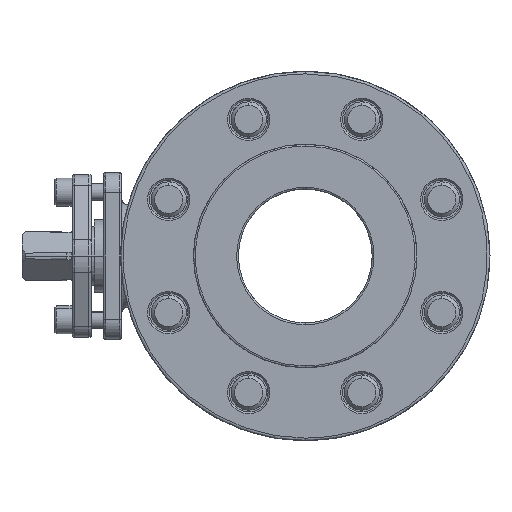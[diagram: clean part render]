
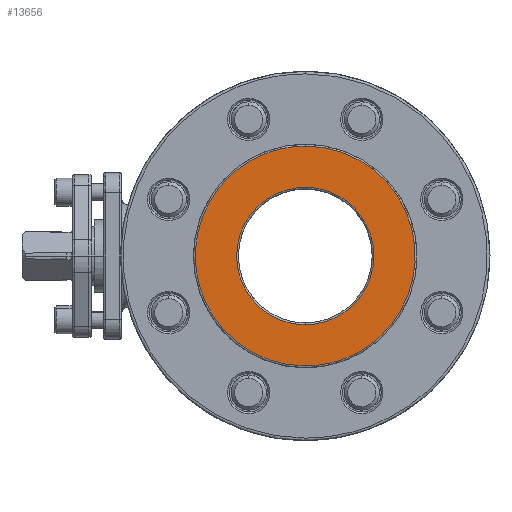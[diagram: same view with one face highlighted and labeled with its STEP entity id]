
A CAD part, left-side view. The second image highlights one B-rep face of the part: STEP entity #13656.
In plain terms, the highlighted planar face has unit normal (-1, 0, 0).
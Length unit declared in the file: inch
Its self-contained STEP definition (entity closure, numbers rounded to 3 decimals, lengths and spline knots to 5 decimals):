
#138 = CARTESIAN_POINT ( 'NONE',  ( -7.79528, -3.07087, -1.53543 ) ) ;
#273 = CARTESIAN_POINT ( 'NONE',  ( -7.79528, 0., 2.46063 ) ) ;
#1389 = EDGE_CURVE ( 'NONE', #15803, #35591, #1712, .T. ) ;
#1712 =( BOUNDED_CURVE ( )  B_SPLINE_CURVE ( 3, ( #7209, #138, #32149, #16736 ),
 .UNSPECIFIED., .F., .T. ) 
 B_SPLINE_CURVE_WITH_KNOTS ( ( 4, 4 ),
 ( 0., 1. ),
 .UNSPECIFIED. ) 
 CURVE ( )  GEOMETRIC_REPRESENTATION_ITEM ( )  RATIONAL_B_SPLINE_CURVE ( ( 1., 0.333, 0.333, 1. ) ) 
 REPRESENTATION_ITEM ( '' )  );
#2276 = CARTESIAN_POINT ( 'NONE',  ( -7.79528, 0., -1.53543 ) ) ;
#2492 = VERTEX_POINT ( 'NONE', #34997 ) ;
#3115 = CARTESIAN_POINT ( 'NONE',  ( -7.79528, 3.07087, 1.53543 ) ) ;
#5137 = DIRECTION ( 'NONE',  ( 1., 0., 0. ) ) ;
#6004 = VERTEX_POINT ( 'NONE', #39434 ) ;
#6208 = ORIENTED_EDGE ( 'NONE', *, *, #1389, .F. ) ;
#7209 = CARTESIAN_POINT ( 'NONE',  ( -7.79528, 0., -1.53543 ) ) ;
#8697 = EDGE_LOOP ( 'NONE', ( #6208, #22451 ) ) ;
#9091 = EDGE_CURVE ( 'NONE', #35591, #15803, #17377, .T. ) ;
#10981 = EDGE_CURVE ( 'NONE', #2492, #6004, #21379, .T. ) ;
#11188 = CARTESIAN_POINT ( 'NONE',  ( -7.79528, -4.92126, 2.46063 ) ) ;
#11297 = DIRECTION ( 'NONE',  ( 0., 0., -1. ) ) ;
#11342 = CARTESIAN_POINT ( 'NONE',  ( -7.79528, 0., 1.53543 ) ) ;
#12125 = PLANE ( 'NONE',  #36383 ) ;
#12246 = CARTESIAN_POINT ( 'NONE',  ( -7.79528, 3.07087, -1.53543 ) ) ;
#12695 = CARTESIAN_POINT ( 'NONE',  ( -7.79528, 4.92126, -2.46063 ) ) ;
#13116 = CARTESIAN_POINT ( 'NONE',  ( -7.79528, 0., -2.46063 ) ) ;
#13656 = ADVANCED_FACE ( 'NONE', ( #24233, #27187 ), #12125, .F. ) ;
#15527 =( BOUNDED_CURVE ( )  B_SPLINE_CURVE ( 3, ( #13116, #12695, #35586, #273 ),
 .UNSPECIFIED., .F., .T. ) 
 B_SPLINE_CURVE_WITH_KNOTS ( ( 4, 4 ),
 ( 0., 1. ),
 .UNSPECIFIED. ) 
 CURVE ( )  GEOMETRIC_REPRESENTATION_ITEM ( )  RATIONAL_B_SPLINE_CURVE ( ( 1., 0.333, 0.333, 1. ) ) 
 REPRESENTATION_ITEM ( '' )  );
#15800 = CARTESIAN_POINT ( 'NONE',  ( -7.79528, 0., -1.53543 ) ) ;
#15803 = VERTEX_POINT ( 'NONE', #2276 ) ;
#16736 = CARTESIAN_POINT ( 'NONE',  ( -7.79528, 0., 1.53543 ) ) ;
#17377 =( BOUNDED_CURVE ( )  B_SPLINE_CURVE ( 3, ( #18743, #3115, #12246, #15800 ),
 .UNSPECIFIED., .F., .F. ) 
 B_SPLINE_CURVE_WITH_KNOTS ( ( 4, 4 ),
 ( 0., 1. ),
 .UNSPECIFIED. ) 
 CURVE ( )  GEOMETRIC_REPRESENTATION_ITEM ( )  RATIONAL_B_SPLINE_CURVE ( ( 1., 0.333, 0.333, 1. ) ) 
 REPRESENTATION_ITEM ( '' )  );
#18743 = CARTESIAN_POINT ( 'NONE',  ( -7.79528, 0., 1.53543 ) ) ;
#20318 = ORIENTED_EDGE ( 'NONE', *, *, #36308, .F. ) ;
#21379 =( BOUNDED_CURVE ( )  B_SPLINE_CURVE ( 3, ( #29973, #11188, #36807, #29775 ),
 .UNSPECIFIED., .F., .F. ) 
 B_SPLINE_CURVE_WITH_KNOTS ( ( 4, 4 ),
 ( 0., 1. ),
 .UNSPECIFIED. ) 
 CURVE ( )  GEOMETRIC_REPRESENTATION_ITEM ( )  RATIONAL_B_SPLINE_CURVE ( ( 1., 0.333, 0.333, 1. ) ) 
 REPRESENTATION_ITEM ( '' )  );
#22451 = ORIENTED_EDGE ( 'NONE', *, *, #9091, .F. ) ;
#24233 = FACE_BOUND ( 'NONE', #8697, .T. ) ;
#25379 = ORIENTED_EDGE ( 'NONE', *, *, #10981, .F. ) ;
#27187 = FACE_OUTER_BOUND ( 'NONE', #29281, .T. ) ;
#29281 = EDGE_LOOP ( 'NONE', ( #25379, #20318 ) ) ;
#29775 = CARTESIAN_POINT ( 'NONE',  ( -7.79528, 0., -2.46063 ) ) ;
#29973 = CARTESIAN_POINT ( 'NONE',  ( -7.79528, 0., 2.46063 ) ) ;
#32149 = CARTESIAN_POINT ( 'NONE',  ( -7.79528, -3.07087, 1.53543 ) ) ;
#34997 = CARTESIAN_POINT ( 'NONE',  ( -7.79528, 0., 2.46063 ) ) ;
#35586 = CARTESIAN_POINT ( 'NONE',  ( -7.79528, 4.92126, 2.46063 ) ) ;
#35591 = VERTEX_POINT ( 'NONE', #11342 ) ;
#36308 = EDGE_CURVE ( 'NONE', #6004, #2492, #15527, .T. ) ;
#36383 = AXIS2_PLACEMENT_3D ( 'NONE', #37531, #5137, #11297 ) ;
#36807 = CARTESIAN_POINT ( 'NONE',  ( -7.79528, -4.92126, -2.46063 ) ) ;
#37531 = CARTESIAN_POINT ( 'NONE',  ( -7.79528, -2.81455, 0. ) ) ;
#39434 = CARTESIAN_POINT ( 'NONE',  ( -7.79528, 0., -2.46063 ) ) ;
